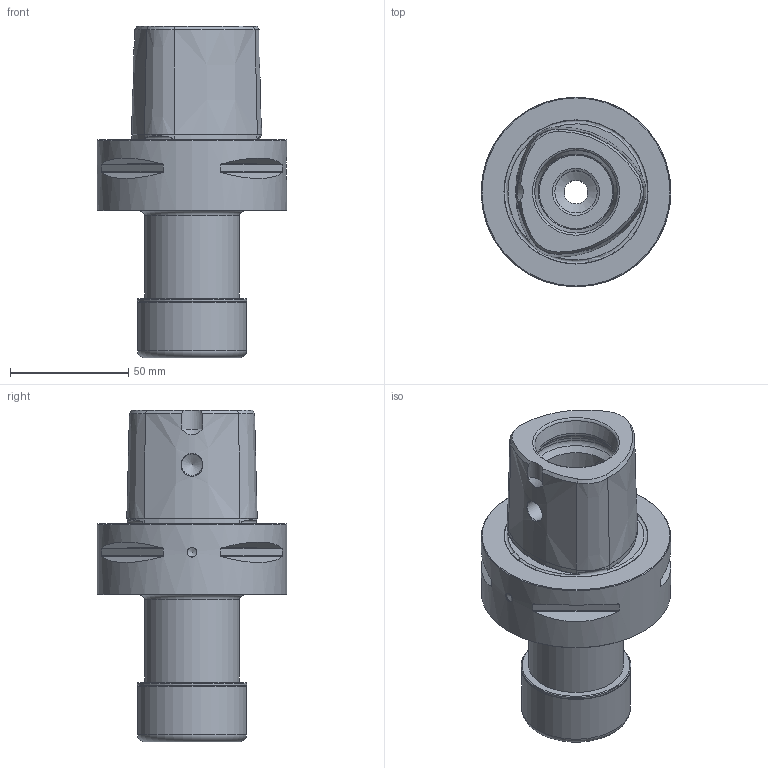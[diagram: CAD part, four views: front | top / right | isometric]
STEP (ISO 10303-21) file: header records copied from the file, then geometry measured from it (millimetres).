
FILE_DESCRIPTION(/* description */ (''),/* implementation_level */ '2;1');
FILE_NAME(/* name */ '580872540.stp',/* time_stamp */ '2021-01-12T12:38:59',/* author */ ('LRA'),/* organization */ ('REGO-FIX'),/* preprocessor_version */ ' Unknown',/* originating_system */ 'SIEMENS PLM Software Solid Edge ST10',/* authorization */ 'Unknown');
FILE_SCHEMA (('AUTOMOTIVE_DESIGN { 1 0 10303 214 2 1 1}'));
Length unit declared in the file: millimetre
Products named in the file (1): NOCUT
Bounding box: 80 x 80 x 140 mm (x, y, z)
Volume: 288482.9 mm3; surface area: 59527.6 mm2
Topology: 3 solids, 3 shells, 150 faces, 343 edges, 209 vertices
Faces by surface type: cone 64, cylinder 35, plane 30, torus 21
Full cylindrical faces by diameter (mm): 4 x1, 9.1 x2, 10 x1, 17.835 x2, 20.917 x1, 22.2 x1, 23.8 x1, 24.7 x1, 25 x1, 28 x1, 30 x1, 32 x2, 33 x1, 34 x1, 38 x1, 38.376 x1, 40 x2, 40.05 x1, 42 x1, 46 x1, 46.4 x1, 80 x1
Entity records: 4838 total; most frequent: CARTESIAN_POINT 812, DIRECTION 650, ORIENTED_EDGE 482, AXIS2_PLACEMENT_3D 298, FACE_BOUND 245, EDGE_LOOP 242, EDGE_CURVE 241, VERTEX_POINT 184
